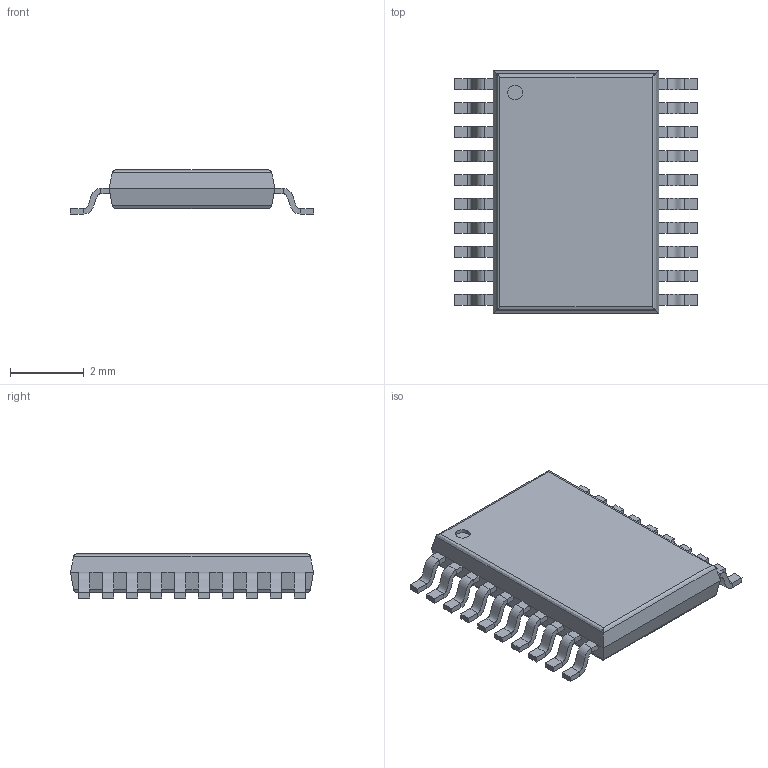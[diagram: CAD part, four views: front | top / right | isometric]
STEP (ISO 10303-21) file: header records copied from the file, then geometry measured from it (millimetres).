
FILE_DESCRIPTION(('FreeCAD Model'),'2;1');
FILE_NAME('HTSSOP-20.step','2016-02-24T12:37:25',('Author'),(''), 'Open CASCADE STEP processor 6.8','FreeCAD','Unknown');
FILE_SCHEMA(('AUTOMOTIVE_DESIGN_CC2 { 1 2 10303 214 -1 1 5 4 }'));
Length unit declared in the file: millimetre
Products named in the file (2): ASSEMBLY; HTSSOP-20
Assembly tree (1 placements, depth 2):
  ASSEMBLY
    HTSSOP-20
Bounding box: 6.6 x 6.6 x 1.2 mm (x, y, z)
Volume: 31.2 mm3; surface area: 102.1 mm2
Topology: 1 solids, 1 shells, 280 faces, 619 edges, 342 vertices
Faces by surface type: plane 223, bspline 56, cylinder 1
Full cylindrical faces by diameter (mm): 0.4 x1
Entity records: 44915 total; most frequent: CARTESIAN_POINT 33373, B_SPLINE_CURVE_WITH_KNOTS 1554, ORIENTED_EDGE 1238, PCURVE 1238, DEFINITIONAL_REPRESENTATION 1238, DIRECTION 757, EDGE_CURVE 619, SURFACE_CURVE 618
